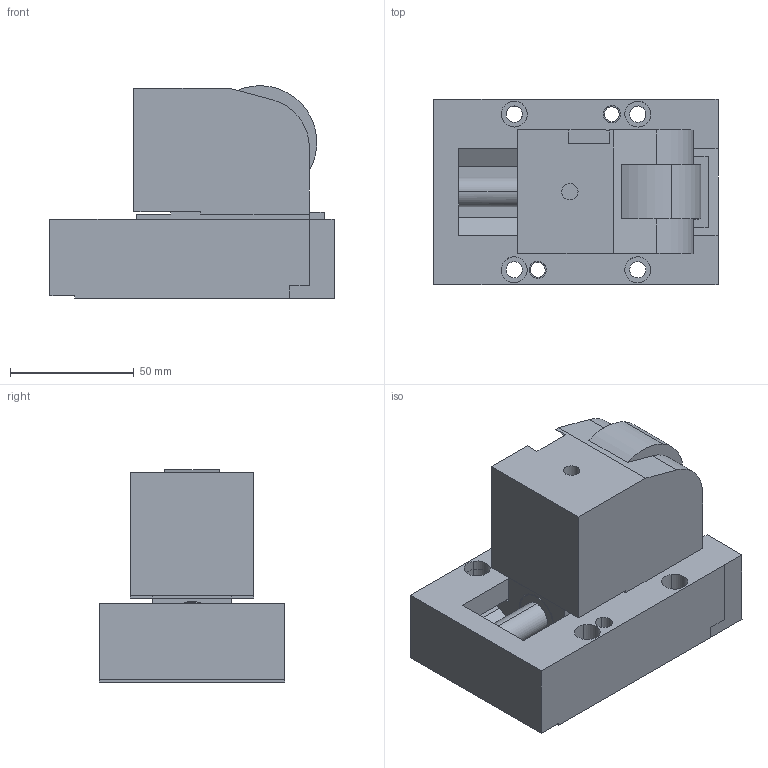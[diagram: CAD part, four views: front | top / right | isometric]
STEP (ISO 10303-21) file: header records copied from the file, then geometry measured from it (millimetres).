
FILE_DESCRIPTION(('CATIA V5 STEP Exchange'),'2;1');
FILE_NAME('CRCS_02000_22.stp','2016-07-15T09:52:17+00:00',('none'),('none'),'CATIA Version 5 Release 20 GA (IN-10)','CATIA V5 STEP AP203','none');
FILE_SCHEMA(('CONFIG_CONTROL_DESIGN'));
Length unit declared in the file: millimetre
Products named in the file (1): CRCS-02000-22
Bounding box: 115 x 75.01 x 85.98 mm (x, y, z)
Volume: 404332.1 mm3; surface area: 85685.5 mm2
Topology: 3 solids, 30 shells, 279 faces, 615 edges, 378 vertices
Faces by surface type: plane 138, cylinder 96, cone 36, torus 9
Entity records: 7334 total; most frequent: CARTESIAN_POINT 1694, ORIENTED_EDGE 1170, DIRECTION 965, EDGE_CURVE 585, AXIS2_PLACEMENT_3D 382, VERTEX_POINT 378, VECTOR 366, LINE 366
